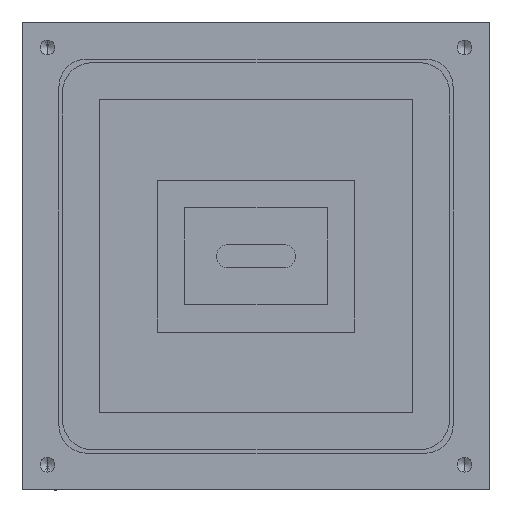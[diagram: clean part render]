
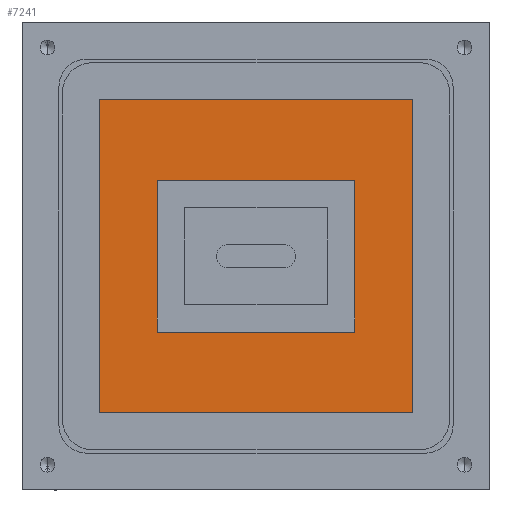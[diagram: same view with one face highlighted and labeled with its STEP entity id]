
A CAD part, front view. The second image highlights one B-rep face of the part: STEP entity #7241.
In plain terms, the highlighted planar face has unit normal (0, -1, 0).
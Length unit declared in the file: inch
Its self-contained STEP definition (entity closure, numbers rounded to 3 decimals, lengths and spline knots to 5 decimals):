
#71 = CARTESIAN_POINT ( 'NONE',  ( 1.25, 0.3937, -1.15157 ) ) ;
#106 = VECTOR ( 'NONE', #7504, 39.37008 ) ;
#141 = DIRECTION ( 'NONE',  ( 0., 0., 1. ) ) ;
#557 = LINE ( 'NONE', #5067, #2673 ) ;
#736 = AXIS2_PLACEMENT_3D ( 'NONE', #6990, #13651, #8117 ) ;
#785 = VERTEX_POINT ( 'NONE', #3702 ) ;
#972 = VECTOR ( 'NONE', #1742, 39.37008 ) ;
#1107 = ORIENTED_EDGE ( 'NONE', *, *, #13018, .T. ) ;
#1175 = VECTOR ( 'NONE', #141, 39.37008 ) ;
#1742 = DIRECTION ( 'NONE',  ( 1., 0., 0. ) ) ;
#1743 = EDGE_CURVE ( 'NONE', #10015, #10579, #8084, .T. ) ;
#1836 = ORIENTED_EDGE ( 'NONE', *, *, #9757, .T. ) ;
#2012 = CARTESIAN_POINT ( 'NONE',  ( 1.25, 0.3937, -0.50197 ) ) ;
#2135 = CARTESIAN_POINT ( 'NONE',  ( 0.15748, 0.3937, -0.15748 ) ) ;
#2277 = ORIENTED_EDGE ( 'NONE', *, *, #2475, .F. ) ;
#2430 = CARTESIAN_POINT ( 'NONE',  ( 0.40354, 0.3937, -0.50197 ) ) ;
#2475 = EDGE_CURVE ( 'NONE', #13497, #10015, #14170, .T. ) ;
#2673 = VECTOR ( 'NONE', #9610, 39.37008 ) ;
#2699 = CARTESIAN_POINT ( 'NONE',  ( 1.49606, 0.3937, -1.49606 ) ) ;
#2808 = ORIENTED_EDGE ( 'NONE', *, *, #7746, .F. ) ;
#2917 = LINE ( 'NONE', #3049, #106 ) ;
#3049 = CARTESIAN_POINT ( 'NONE',  ( 0.15748, 0.3937, -0.15748 ) ) ;
#3523 = CARTESIAN_POINT ( 'NONE',  ( 0.15748, 0.3937, -1.49606 ) ) ;
#3661 = FACE_OUTER_BOUND ( 'NONE', #14307, .T. ) ;
#3702 = CARTESIAN_POINT ( 'NONE',  ( 1.49606, 0.3937, -0.15748 ) ) ;
#4812 = EDGE_CURVE ( 'NONE', #12919, #785, #557, .T. ) ;
#4833 = ORIENTED_EDGE ( 'NONE', *, *, #4812, .T. ) ;
#5067 = CARTESIAN_POINT ( 'NONE',  ( 1.49606, 0.3937, -0.15748 ) ) ;
#5273 = CARTESIAN_POINT ( 'NONE',  ( 0.40354, 0.3937, -1.15157 ) ) ;
#5755 = DIRECTION ( 'NONE',  ( 0., 0., -1. ) ) ;
#5869 = PLANE ( 'NONE',  #736 ) ;
#6369 = DIRECTION ( 'NONE',  ( -1., 0., 0. ) ) ;
#6411 = VERTEX_POINT ( 'NONE', #2135 ) ;
#6509 = VECTOR ( 'NONE', #5755, 39.37008 ) ;
#6551 = EDGE_CURVE ( 'NONE', #785, #6411, #10413, .T. ) ;
#6552 = VERTEX_POINT ( 'NONE', #11516 ) ;
#6601 = EDGE_LOOP ( 'NONE', ( #2277, #13210, #2808, #13899 ) ) ;
#6751 = ORIENTED_EDGE ( 'NONE', *, *, #6551, .T. ) ;
#6990 = CARTESIAN_POINT ( 'NONE',  ( 0., 0.3937, 0. ) ) ;
#7097 = VECTOR ( 'NONE', #9391, 39.37008 ) ;
#7241 = ADVANCED_FACE ( 'NONE', ( #8030, #3661 ), #5869, .T. ) ;
#7504 = DIRECTION ( 'NONE',  ( 0., 0., -1. ) ) ;
#7746 = EDGE_CURVE ( 'NONE', #10579, #11671, #8679, .T. ) ;
#8030 = FACE_BOUND ( 'NONE', #6601, .T. ) ;
#8084 = LINE ( 'NONE', #71, #1175 ) ;
#8117 = DIRECTION ( 'NONE',  ( 0., 0., -1. ) ) ;
#8120 = CARTESIAN_POINT ( 'NONE',  ( 0.15748, 0.3937, -0.15748 ) ) ;
#8346 = CARTESIAN_POINT ( 'NONE',  ( 0.40354, 0.3937, -0.50197 ) ) ;
#8679 = LINE ( 'NONE', #2012, #9002 ) ;
#9002 = VECTOR ( 'NONE', #6369, 39.37008 ) ;
#9100 = DIRECTION ( 'NONE',  ( 1., 0., 0. ) ) ;
#9174 = LINE ( 'NONE', #2430, #6509 ) ;
#9391 = DIRECTION ( 'NONE',  ( -1., 0., 0. ) ) ;
#9610 = DIRECTION ( 'NONE',  ( 0., 0., 1. ) ) ;
#9757 = EDGE_CURVE ( 'NONE', #6552, #12919, #11375, .T. ) ;
#10015 = VERTEX_POINT ( 'NONE', #11455 ) ;
#10134 = CARTESIAN_POINT ( 'NONE',  ( 0.40354, 0.3937, -1.15157 ) ) ;
#10413 = LINE ( 'NONE', #8120, #7097 ) ;
#10579 = VERTEX_POINT ( 'NONE', #14113 ) ;
#11375 = LINE ( 'NONE', #3523, #12121 ) ;
#11455 = CARTESIAN_POINT ( 'NONE',  ( 1.25, 0.3937, -1.15157 ) ) ;
#11516 = CARTESIAN_POINT ( 'NONE',  ( 0.15748, 0.3937, -1.49606 ) ) ;
#11671 = VERTEX_POINT ( 'NONE', #8346 ) ;
#12121 = VECTOR ( 'NONE', #9100, 39.37008 ) ;
#12496 = EDGE_CURVE ( 'NONE', #11671, #13497, #9174, .T. ) ;
#12919 = VERTEX_POINT ( 'NONE', #2699 ) ;
#13018 = EDGE_CURVE ( 'NONE', #6411, #6552, #2917, .T. ) ;
#13210 = ORIENTED_EDGE ( 'NONE', *, *, #12496, .F. ) ;
#13497 = VERTEX_POINT ( 'NONE', #10134 ) ;
#13651 = DIRECTION ( 'NONE',  ( 0., -1., 0. ) ) ;
#13899 = ORIENTED_EDGE ( 'NONE', *, *, #1743, .F. ) ;
#14113 = CARTESIAN_POINT ( 'NONE',  ( 1.25, 0.3937, -0.50197 ) ) ;
#14170 = LINE ( 'NONE', #5273, #972 ) ;
#14307 = EDGE_LOOP ( 'NONE', ( #1107, #1836, #4833, #6751 ) ) ;
